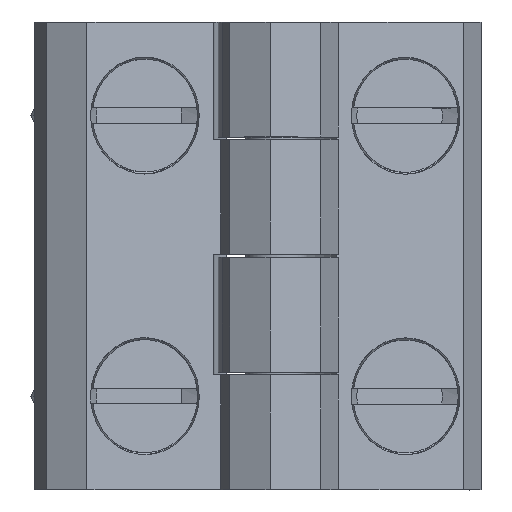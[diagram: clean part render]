
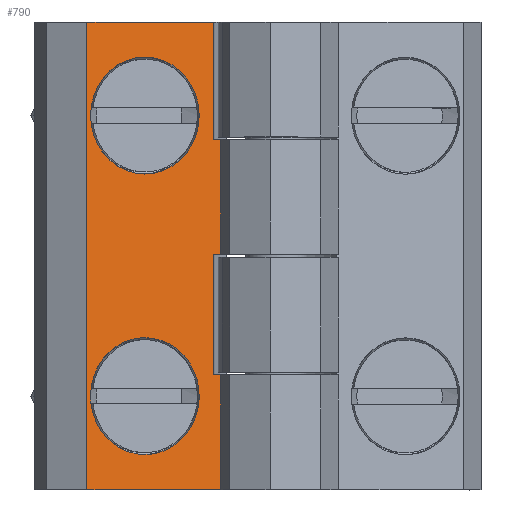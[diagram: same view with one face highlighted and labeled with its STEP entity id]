
A CAD part, top view. The second image highlights one B-rep face of the part: STEP entity #790.
In plain terms, the highlighted planar face has unit normal (0.369, 0, 0.929).
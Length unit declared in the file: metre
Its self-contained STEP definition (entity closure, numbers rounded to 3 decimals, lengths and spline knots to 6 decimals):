
#790 = ADVANCED_FACE( 'NONE', ( #1916, #1917, #1918 ), #1919, .T. );
#1916 = FACE_OUTER_BOUND( '', #3573, .T. );
#1917 = FACE_BOUND( '', #3574, .T. );
#1918 = FACE_BOUND( '', #3575, .T. );
#1919 = PLANE( '', #3576 );
#3573 = EDGE_LOOP( '', ( #6427, #6428, #6429, #6430, #6431, #6432, #6433, #6434, #6435, #6436 ) );
#3574 = EDGE_LOOP( '', ( #6437 ) );
#3575 = EDGE_LOOP( '', ( #6438, #6439 ) );
#3576 = AXIS2_PLACEMENT_3D( '', #6440, #6441, #6442 );
#6427 = ORIENTED_EDGE( '', *, *, #10141, .F. );
#6428 = ORIENTED_EDGE( '', *, *, #9705, .T. );
#6429 = ORIENTED_EDGE( '', *, *, #10142, .F. );
#6430 = ORIENTED_EDGE( '', *, *, #10143, .F. );
#6431 = ORIENTED_EDGE( '', *, *, #10144, .T. );
#6432 = ORIENTED_EDGE( '', *, *, #10145, .T. );
#6433 = ORIENTED_EDGE( '', *, *, #10146, .T. );
#6434 = ORIENTED_EDGE( '', *, *, #10147, .T. );
#6435 = ORIENTED_EDGE( '', *, *, #10148, .F. );
#6436 = ORIENTED_EDGE( '', *, *, #9363, .F. );
#6437 = ORIENTED_EDGE( '', *, *, #10122, .F. );
#6438 = ORIENTED_EDGE( '', *, *, #10149, .T. );
#6439 = ORIENTED_EDGE( '', *, *, #10150, .T. );
#6440 = CARTESIAN_POINT( '', ( -0.003902, 0.06, 0.001013 ) );
#6441 = DIRECTION( '', ( 0.369, 0., 0.929 ) );
#6442 = DIRECTION( '', ( 0., -1., 0. ) );
#9363 = EDGE_CURVE( '', #11099, #11100, #11101, .T. );
#9705 = EDGE_CURVE( '', #11707, #11708, #11709, .T. );
#10122 = EDGE_CURVE( '', #12379, #12379, #12380, .T. );
#10141 = EDGE_CURVE( '', #11707, #11099, #12406, .T. );
#10142 = EDGE_CURVE( '', #12407, #11708, #12408, .T. );
#10143 = EDGE_CURVE( '', #12409, #12407, #12410, .T. );
#10144 = EDGE_CURVE( '', #12409, #12411, #12412, .T. );
#10145 = EDGE_CURVE( '', #12411, #12413, #12414, .T. );
#10146 = EDGE_CURVE( '', #12413, #12415, #12416, .T. );
#10147 = EDGE_CURVE( '', #12415, #12417, #12418, .T. );
#10148 = EDGE_CURVE( '', #11100, #12417, #12419, .T. );
#10149 = EDGE_CURVE( '', #12420, #12421, #12422, .T. );
#10150 = EDGE_CURVE( '', #12421, #12420, #12423, .T. );
#11099 = VERTEX_POINT( '', #13681 );
#11100 = VERTEX_POINT( '', #13682 );
#11101 = LINE( '', #13683, #13684 );
#11707 = VERTEX_POINT( '', #14674 );
#11708 = VERTEX_POINT( '', #14675 );
#11709 = LINE( '', #14676, #14677 );
#12379 = VERTEX_POINT( '', #16071 );
#12380 = CIRCLE( '', #16072, 0.0075 );
#12406 = LINE( '', #16123, #16124 );
#12407 = VERTEX_POINT( '', #16125 );
#12408 = LINE( '', #16126, #16127 );
#12409 = VERTEX_POINT( '', #16128 );
#12410 = LINE( '', #16129, #16130 );
#12411 = VERTEX_POINT( '', #16131 );
#12412 = LINE( '', #16132, #16133 );
#12413 = VERTEX_POINT( '', #16134 );
#12414 = LINE( '', #16135, #16136 );
#12415 = VERTEX_POINT( '', #16137 );
#12416 = LINE( '', #16138, #16139 );
#12417 = VERTEX_POINT( '', #16140 );
#12418 = LINE( '', #16141, #16142 );
#12419 = LINE( '', #16143, #16144 );
#12420 = VERTEX_POINT( '', #16145 );
#12421 = VERTEX_POINT( '', #16146 );
#12422 = B_SPLINE_CURVE_WITH_KNOTS( '', 5, ( #16147, #16148, #16149, #16150, #16151, #16152, #16153, #16154, #16155, #16156, #16157, #16158, #16159, #16160, #16161, #16162, #16163, #16164, #16165, #16166, #16167 ), .UNSPECIFIED., .F., .F., ( 6, 3, 3, 3, 3, 3, 6 ), ( 0., 5.692015, 11.384029, 17.076044, 22.768058, 28.460073, 33.321156 ), .UNSPECIFIED. );
#12423 = B_SPLINE_CURVE_WITH_KNOTS( '', 5, ( #16168, #16169, #16170, #16171, #16172, #16173, #16174, #16175, #16176, #16177, #16178, #16179, #16180, #16181, #16182, #16183, #16184, #16185, #16186, #16187, #16188 ), .UNSPECIFIED., .F., .F., ( 6, 3, 3, 3, 3, 3, 6 ), ( 0., 5.692015, 11.384029, 17.076044, 22.768058, 28.460073, 33.321156 ), .UNSPECIFIED. );
#13681 = CARTESIAN_POINT( '', ( -0.00807, 0.0302, 0.002669 ) );
#13682 = CARTESIAN_POINT( '', ( -0.00807, 0.01475, 0.002669 ) );
#13683 = CARTESIAN_POINT( '', ( -0.00807, 0.022475, 0.002669 ) );
#13684 = VECTOR( '', #18728, 1. );
#14674 = CARTESIAN_POINT( '', ( -0.007154, 0.0302, 0.002305 ) );
#14675 = CARTESIAN_POINT( '', ( -0.007154, 0.04495, 0.002305 ) );
#14676 = CARTESIAN_POINT( '', ( -0.007154, 0.037575, 0.002305 ) );
#14677 = VECTOR( '', #19273, 1. );
#16071 = CARTESIAN_POINT( '', ( -0.016912, 0.0405, 0.006183 ) );
#16072 = AXIS2_PLACEMENT_3D( '', #19812, #19813, #19814 );
#16123 = CARTESIAN_POINT( '', ( -0.007612, 0.0302, 0.002487 ) );
#16124 = VECTOR( '', #19833, 1. );
#16125 = CARTESIAN_POINT( '', ( -0.00807, 0.04495, 0.002669 ) );
#16126 = CARTESIAN_POINT( '', ( -0.007612, 0.04495, 0.002487 ) );
#16127 = VECTOR( '', #19834, 1. );
#16128 = CARTESIAN_POINT( '', ( -0.00807, 0.06, 0.002669 ) );
#16129 = CARTESIAN_POINT( '', ( -0.00807, 0.052475, 0.002669 ) );
#16130 = VECTOR( '', #19835, 1. );
#16131 = CARTESIAN_POINT( '', ( -0.024346, 0.06, 0.009138 ) );
#16132 = CARTESIAN_POINT( '', ( -0.016208, 0.06, 0.005904 ) );
#16133 = VECTOR( '', #19836, 1. );
#16134 = CARTESIAN_POINT( '', ( -0.024346, 0., 0.009138 ) );
#16135 = CARTESIAN_POINT( '', ( -0.024346, 0.03, 0.009138 ) );
#16136 = VECTOR( '', #19837, 1. );
#16137 = CARTESIAN_POINT( '', ( -0.007154, 0., 0.002305 ) );
#16138 = CARTESIAN_POINT( '', ( -0.01575, 0., 0.005722 ) );
#16139 = VECTOR( '', #19838, 1. );
#16140 = CARTESIAN_POINT( '', ( -0.007154, 0.01475, 0.002305 ) );
#16141 = CARTESIAN_POINT( '', ( -0.007154, 0.007375, 0.002305 ) );
#16142 = VECTOR( '', #19839, 1. );
#16143 = CARTESIAN_POINT( '', ( -0.007612, 0.01475, 0.002487 ) );
#16144 = VECTOR( '', #19840, 1. );
#16145 = CARTESIAN_POINT( '', ( -0.016912, 0.0195, 0.006183 ) );
#16146 = CARTESIAN_POINT( '', ( -0.016912, 0.0045, 0.006183 ) );
#16147 = CARTESIAN_POINT( '', ( -0.016912, 0.0195, 0.006183 ) );
#16148 = CARTESIAN_POINT( '', ( -0.016164, 0.0195, 0.005886 ) );
#16149 = CARTESIAN_POINT( '', ( -0.015416, 0.019392, 0.005589 ) );
#16150 = CARTESIAN_POINT( '', ( -0.014686, 0.019176, 0.005299 ) );
#16151 = CARTESIAN_POINT( '', ( -0.013297, 0.018538, 0.004747 ) );
#16152 = CARTESIAN_POINT( '', ( -0.012114, 0.01753, 0.004276 ) );
#16153 = CARTESIAN_POINT( '', ( -0.011589, 0.016942, 0.004068 ) );
#16154 = CARTESIAN_POINT( '', ( -0.010699, 0.015631, 0.003714 ) );
#16155 = CARTESIAN_POINT( '', ( -0.010161, 0.014113, 0.0035 ) );
#16156 = CARTESIAN_POINT( '', ( -0.009989, 0.013319, 0.003432 ) );
#16157 = CARTESIAN_POINT( '', ( -0.009847, 0.011702, 0.003376 ) );
#16158 = CARTESIAN_POINT( '', ( -0.010107, 0.010102, 0.003479 ) );
#16159 = CARTESIAN_POINT( '', ( -0.010336, 0.009325, 0.00357 ) );
#16160 = CARTESIAN_POINT( '', ( -0.010982, 0.007857, 0.003827 ) );
#16161 = CARTESIAN_POINT( '', ( -0.011965, 0.006625, 0.004217 ) );
#16162 = CARTESIAN_POINT( '', ( -0.012531, 0.006083, 0.004442 ) );
#16163 = CARTESIAN_POINT( '', ( -0.013693, 0.005243, 0.004904 ) );
#16164 = CARTESIAN_POINT( '', ( -0.015007, 0.004736, 0.005426 ) );
#16165 = CARTESIAN_POINT( '', ( -0.015634, 0.004579, 0.005675 ) );
#16166 = CARTESIAN_POINT( '', ( -0.016273, 0.0045, 0.005929 ) );
#16167 = CARTESIAN_POINT( '', ( -0.016912, 0.0045, 0.006183 ) );
#16168 = CARTESIAN_POINT( '', ( -0.016912, 0.0045, 0.006183 ) );
#16169 = CARTESIAN_POINT( '', ( -0.01766, 0.0045, 0.006481 ) );
#16170 = CARTESIAN_POINT( '', ( -0.018408, 0.004608, 0.006778 ) );
#16171 = CARTESIAN_POINT( '', ( -0.019138, 0.004824, 0.007068 ) );
#16172 = CARTESIAN_POINT( '', ( -0.020527, 0.005462, 0.00762 ) );
#16173 = CARTESIAN_POINT( '', ( -0.02171, 0.00647, 0.00809 ) );
#16174 = CARTESIAN_POINT( '', ( -0.022235, 0.007058, 0.008299 ) );
#16175 = CARTESIAN_POINT( '', ( -0.023125, 0.008369, 0.008653 ) );
#16176 = CARTESIAN_POINT( '', ( -0.023663, 0.009887, 0.008866 ) );
#16177 = CARTESIAN_POINT( '', ( -0.023835, 0.010681, 0.008935 ) );
#16178 = CARTESIAN_POINT( '', ( -0.023977, 0.012298, 0.008991 ) );
#16179 = CARTESIAN_POINT( '', ( -0.023718, 0.013898, 0.008888 ) );
#16180 = CARTESIAN_POINT( '', ( -0.023488, 0.014675, 0.008797 ) );
#16181 = CARTESIAN_POINT( '', ( -0.022842, 0.016143, 0.00854 ) );
#16182 = CARTESIAN_POINT( '', ( -0.021859, 0.017375, 0.008149 ) );
#16183 = CARTESIAN_POINT( '', ( -0.021293, 0.017917, 0.007924 ) );
#16184 = CARTESIAN_POINT( '', ( -0.020132, 0.018757, 0.007463 ) );
#16185 = CARTESIAN_POINT( '', ( -0.018817, 0.019264, 0.006941 ) );
#16186 = CARTESIAN_POINT( '', ( -0.01819, 0.019421, 0.006691 ) );
#16187 = CARTESIAN_POINT( '', ( -0.017551, 0.0195, 0.006437 ) );
#16188 = CARTESIAN_POINT( '', ( -0.016912, 0.0195, 0.006183 ) );
#18728 = DIRECTION( '', ( 0., -1., 0. ) );
#19273 = DIRECTION( '', ( 0., 1., 0. ) );
#19812 = CARTESIAN_POINT( '', ( -0.016912, 0.048, 0.006183 ) );
#19813 = DIRECTION( '', ( 0.369, 0., 0.929 ) );
#19814 = DIRECTION( '', ( 0., -1., 0. ) );
#19833 = DIRECTION( '', ( -0.929, 0., 0.369 ) );
#19834 = DIRECTION( '', ( 0.929, 0., -0.369 ) );
#19835 = DIRECTION( '', ( 0., -1., 0. ) );
#19836 = DIRECTION( '', ( -0.929, 0., 0.369 ) );
#19837 = DIRECTION( '', ( 0., -1., 0. ) );
#19838 = DIRECTION( '', ( 0.929, 0., -0.369 ) );
#19839 = DIRECTION( '', ( 0., 1., 0. ) );
#19840 = DIRECTION( '', ( 0.929, 0., -0.369 ) );
